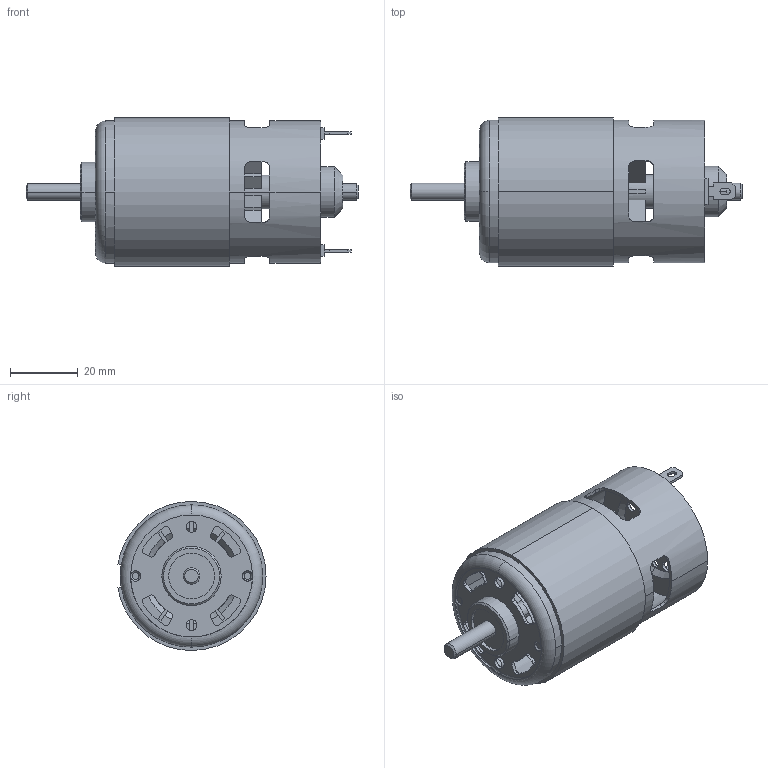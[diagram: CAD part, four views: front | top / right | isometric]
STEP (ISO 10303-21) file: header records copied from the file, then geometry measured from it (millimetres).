
FILE_DESCRIPTION((''),'2;1');
FILE_NAME('DC Motor 775_12-24V.stp','2024-09-13T17:30:38',(''),(''),'AutoCAD STEP 2000i','AutoCAD 2000i',', , ');
FILE_SCHEMA(('CONFIG_CONTROL_DESIGN'));
Length unit declared in the file: millimetre
Products named in the file (1): ﾌﾎﾒﾎﾐ 775
Bounding box: 98 x 43.72 x 44 mm (x, y, z)
Volume: 20098.1 mm3; surface area: 34321.3 mm2
Topology: 4 solids, 4 shells, 312 faces, 857 edges, 567 vertices
Faces by surface type: cylinder 152, plane 121, bspline 19, cone 18, torus 2
Entity records: 10827 total; most frequent: CARTESIAN_POINT 2572, DIRECTION 1718, ORIENTED_EDGE 1714, EDGE_CURVE 857, AXIS2_PLACEMENT_3D 631, VERTEX_POINT 567, VECTOR 456, LINE 456
